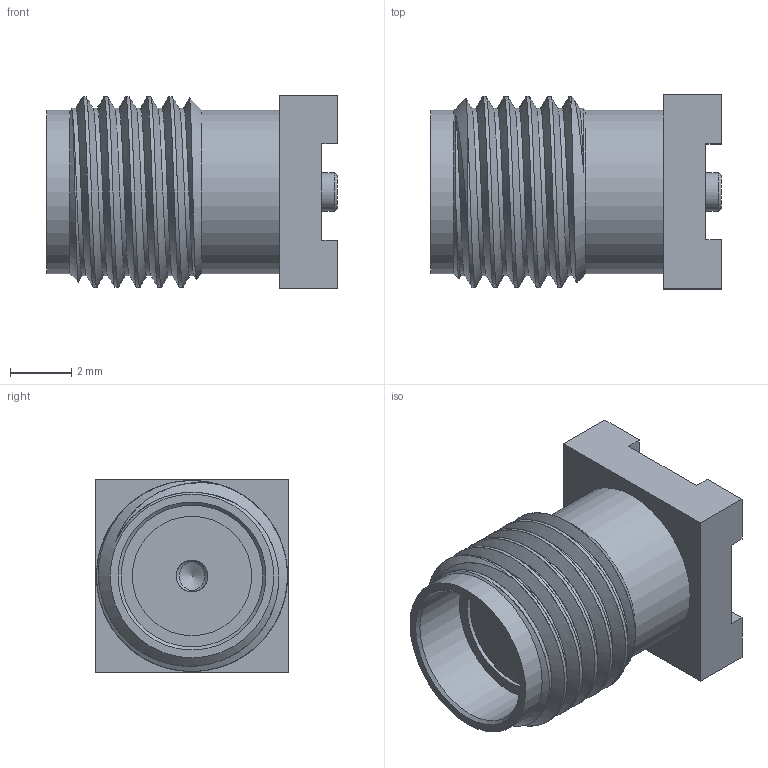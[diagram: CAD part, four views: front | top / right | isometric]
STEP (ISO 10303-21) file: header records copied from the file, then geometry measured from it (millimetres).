
FILE_DESCRIPTION( ( 'STEP AP214' ), '1' );
FILE_NAME( '732511352.stp', '2022-05-19T13:05:11', ( 'License CC BY-ND 4.0' ), ( 'CADENAS' ), ' ', 'PARTsolutions', ' ' );
FILE_SCHEMA( ( 'AUTOMOTIVE_DESIGN { 1 0 10303 214 1 1 1 1 }' ) );
Length unit declared in the file: millimetre
Products named in the file (2): 732511352; 1
Assembly tree (1 placements, depth 2):
  732511352
    1
Bounding box: 9.53 x 6.35 x 6.35 mm (x, y, z)
Surface area: 355.5 mm2 (no closed solid volume)
Topology: 0 solids, 54 shells, 54 faces, 342 edges, 329 vertices
Faces by surface type: plane 31, cylinder 14, cone 7, bspline 2
Full cylindrical faces by diameter (mm): 0.965 x1, 1.035 x1, 1.27 x1, 3.912 x2, 4.644 x1, 5.359 x2
Entity records: 6922 total; most frequent: CARTESIAN_POINT 4784, DIRECTION 332, VERTEX_POINT 325, ORIENTED_EDGE 324, EDGE_CURVE 324, B_SPLINE_CURVE_WITH_KNOTS 160, AXIS2_PLACEMENT_3D 114, LINE 104
